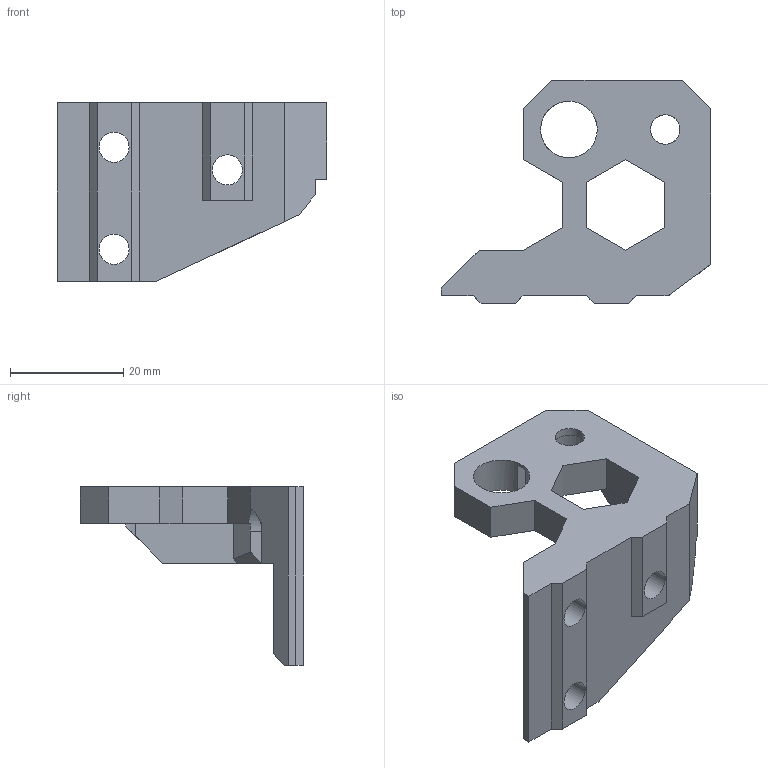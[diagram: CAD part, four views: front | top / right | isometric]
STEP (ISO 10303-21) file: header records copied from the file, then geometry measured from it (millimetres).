
FILE_DESCRIPTION(/* description */ (''),/* implementation_level */ '2;1');
FILE_NAME(/* name */ 'z_top_right.stp',/* time_stamp */ '2017-09-21T18:27:59+02:00',/* author */ (''),/* organization */ (''),/* preprocessor_version */ 'ST-DEVELOPER v16.13',/* originating_system */ 'Autodesk Translation Framework v6.1.1.50',/* authorisation */ '');
FILE_SCHEMA (('AUTOMOTIVE_DESIGN { 1 0 10303 214 3 1 1 }'));
Length unit declared in the file: millimetre
Products named in the file (1): z_top(Mirror)
Bounding box: 47.5 x 39.4 x 31.5 mm (x, y, z)
Volume: 10592 mm3; surface area: 6281 mm2
Topology: 1 solids, 1 shells, 70 faces, 205 edges, 134 vertices
Faces by surface type: plane 59, cylinder 10, cone 1
Full cylindrical faces by diameter (mm): 5.2 x1, 5.3 x3, 10 x1
Entity records: 2320 total; most frequent: CARTESIAN_POINT 413, ORIENTED_EDGE 400, DIRECTION 369, EDGE_CURVE 200, LINE 165, VECTOR 165, VERTEX_POINT 134, AXIS2_PLACEMENT_3D 102
